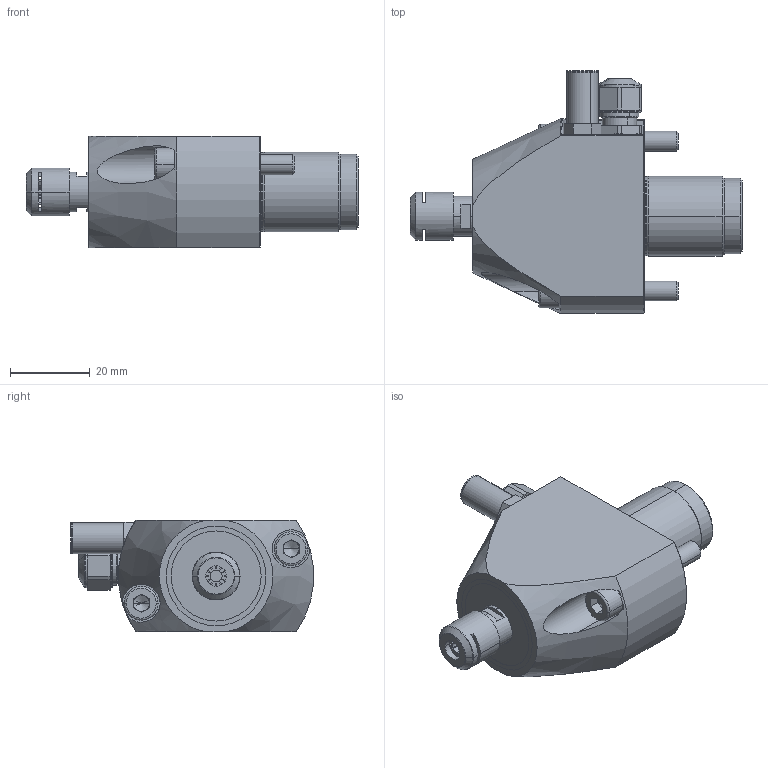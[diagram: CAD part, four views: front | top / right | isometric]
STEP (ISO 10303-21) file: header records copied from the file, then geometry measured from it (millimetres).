
FILE_DESCRIPTION (( 'STEP AP203' ), '1' );
FILE_NAME ('025S060PS-80-.STEP', '2014-03-06T10:31:16', ( '' ), ( '' ), 'SwSTEP 2.0', 'SolidWorks 2014', '' );
FILE_SCHEMA (( 'CONFIG_CONTROL_DESIGN' ));
Length unit declared in the file: millimetre
Products named in the file (1): 025S060PS-80-
Bounding box: 83.28 x 60.91 x 28 mm (x, y, z)
Surface area: 15656.5 mm2 (no closed solid volume)
Topology: 0 solids, 21 shells, 259 faces, 876 edges, 626 vertices
Faces by surface type: plane 122, cylinder 91, cone 27, torus 18, bspline 1
Entity records: 9965 total; most frequent: CARTESIAN_POINT 2252, DIRECTION 1689, ORIENTED_EDGE 1359, EDGE_CURVE 872, VERTEX_POINT 626, AXIS2_PLACEMENT_3D 624, LINE 441, VECTOR 441
